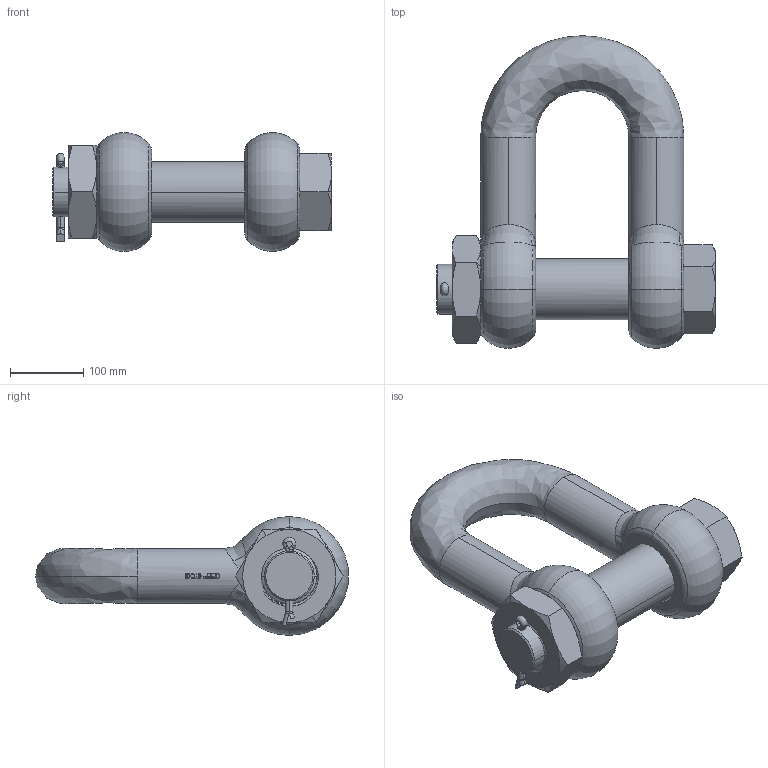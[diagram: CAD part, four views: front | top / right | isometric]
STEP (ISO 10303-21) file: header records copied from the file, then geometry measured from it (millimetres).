
FILE_DESCRIPTION (( 'STEP AP203' ), '1' );
FILE_NAME ('GPGDMB75.step', '2009-08-07T12:16:58', ( '.' ), ( '.' ), 'SwSTEP 2.0', 'SolidWorks 2009', '' );
FILE_SCHEMA (( 'CONFIG_CONTROL_DESIGN' ));
Length unit declared in the file: millimetre
Products named in the file (5): 85_4; 85_3; 85_2; 85_1; GPGDMB75
Assembly tree (4 placements, depth 2):
  GPGDMB75
    85_2
    85_4
    85_3
    85_1
Bounding box: 380 x 425.91 x 162 mm (x, y, z)
Volume: 6874115.9 mm3; surface area: 462385.5 mm2
Topology: 4 solids, 4 shells, 689 faces, 1874 edges, 1223 vertices
Faces by surface type: bspline 315, plane 241, cylinder 94, cone 28, torus 11
Entity records: 38738 total; most frequent: CARTESIAN_POINT 23191, ORIENTED_EDGE 3732, DIRECTION 2086, EDGE_CURVE 1866, VERTEX_POINT 1223, LINE 856, VECTOR 856, B_SPLINE_CURVE_WITH_KNOTS 742
